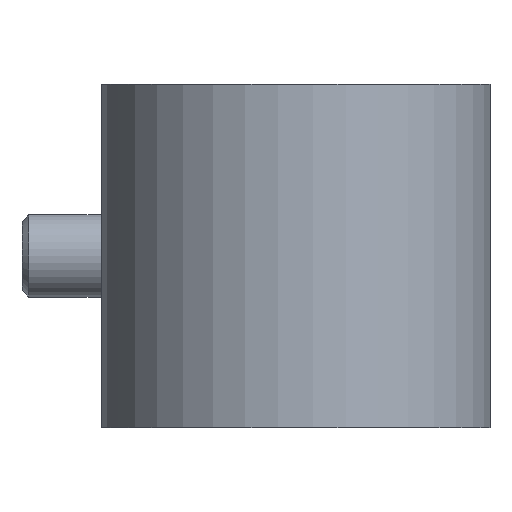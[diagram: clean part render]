
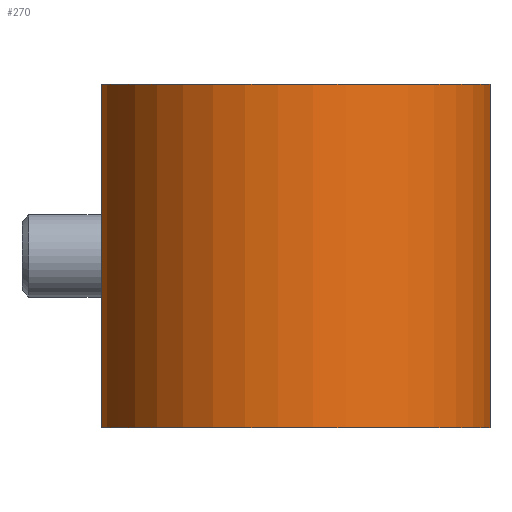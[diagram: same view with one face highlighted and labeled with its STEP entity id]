
A CAD part, front view. The second image highlights one B-rep face of the part: STEP entity #270.
In plain terms, the highlighted cylindrical face has radius 14.2 mm (diameter 28.4 mm), a partial arc.
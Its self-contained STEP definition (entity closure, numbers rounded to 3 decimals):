
#270 = ADVANCED_FACE( '', ( #396 ), #397, .T. );
#396 = FACE_OUTER_BOUND( '', #668, .T. );
#397 = CYLINDRICAL_SURFACE( '', #669, 14.2 );
#668 = EDGE_LOOP( '', ( #963, #964, #965, #966, #967, #968, #969, #970, #971, #972, #973, #974 ) );
#669 = AXIS2_PLACEMENT_3D( '', #975, #976, #977 );
#963 = ORIENTED_EDGE( '', *, *, #1953, .F. );
#964 = ORIENTED_EDGE( '', *, *, #1952, .T. );
#965 = ORIENTED_EDGE( '', *, *, #1954, .F. );
#966 = ORIENTED_EDGE( '', *, *, #1955, .F. );
#967 = ORIENTED_EDGE( '', *, *, #1956, .F. );
#968 = ORIENTED_EDGE( '', *, *, #1957, .F. );
#969 = ORIENTED_EDGE( '', *, *, #1958, .F. );
#970 = ORIENTED_EDGE( '', *, *, #1959, .F. );
#971 = ORIENTED_EDGE( '', *, *, #1941, .T. );
#972 = ORIENTED_EDGE( '', *, *, #1960, .T. );
#973 = ORIENTED_EDGE( '', *, *, #1961, .F. );
#974 = ORIENTED_EDGE( '', *, *, #1962, .F. );
#975 = CARTESIAN_POINT( '', ( 0., 0., -12.5 ) );
#976 = DIRECTION( '', ( 0., 0., -1. ) );
#977 = DIRECTION( '', ( -1., 0., 0. ) );
#1941 = EDGE_CURVE( '', #2266, #2264, #2267, .T. );
#1952 = EDGE_CURVE( '', #2281, #2285, #2287, .T. );
#1953 = EDGE_CURVE( '', #2281, #2288, #2289, .F. );
#1954 = EDGE_CURVE( '', #2290, #2285, #2291, .T. );
#1955 = EDGE_CURVE( '', #2292, #2290, #2293, .T. );
#1956 = EDGE_CURVE( '', #2294, #2292, #2295, .F. );
#1957 = EDGE_CURVE( '', #2296, #2294, #2297, .T. );
#1958 = EDGE_CURVE( '', #2298, #2296, #2299, .F. );
#1959 = EDGE_CURVE( '', #2266, #2298, #2300, .T. );
#1960 = EDGE_CURVE( '', #2264, #2301, #2302, .T. );
#1961 = EDGE_CURVE( '', #2303, #2301, #2304, .F. );
#1962 = EDGE_CURVE( '', #2288, #2303, #2305, .T. );
#2264 = VERTEX_POINT( '', #2800 );
#2266 = VERTEX_POINT( '', #2802 );
#2267 = CIRCLE( '', #2803, 14.2 );
#2281 = VERTEX_POINT( '', #2821 );
#2285 = VERTEX_POINT( '', #2826 );
#2287 = LINE( '', #2828, #2829 );
#2288 = VERTEX_POINT( '', #2830 );
#2289 = ELLIPSE( '', #2831, 24.757, 14.2 );
#2290 = VERTEX_POINT( '', #2832 );
#2291 = CIRCLE( '', #2833, 14.2 );
#2292 = VERTEX_POINT( '', #2834 );
#2293 = LINE( '', #2835, #2836 );
#2294 = VERTEX_POINT( '', #2837 );
#2295 = ELLIPSE( '', #2838, 24.757, 14.2 );
#2296 = VERTEX_POINT( '', #2839 );
#2297 = B_SPLINE_CURVE_WITH_KNOTS( '', 3, ( #2840, #2841, #2842, #2843, #2844, #2845, #2846, #2847, #2848, #2849, #2850, #2851, #2852, #2853, #2854, #2855, #2856, #2857 ), .UNSPECIFIED., .F., .F., ( 4, 2, 2, 2, 2, 2, 2, 2, 4 ), ( 0., 0.001, 0.001, 0.002, 0.003, 0.003, 0.004, 0.005, 0.006 ), .UNSPECIFIED. );
#2298 = VERTEX_POINT( '', #2858 );
#2299 = ELLIPSE( '', #2859, 24.757, 14.2 );
#2300 = LINE( '', #2860, #2861 );
#2301 = VERTEX_POINT( '', #2862 );
#2302 = LINE( '', #2863, #2864 );
#2303 = VERTEX_POINT( '', #2865 );
#2304 = ELLIPSE( '', #2866, 24.757, 14.2 );
#2305 = B_SPLINE_CURVE_WITH_KNOTS( '', 3, ( #2867, #2868, #2869, #2870, #2871, #2872, #2873, #2874, #2875, #2876, #2877, #2878, #2879, #2880, #2881, #2882, #2883, #2884 ), .UNSPECIFIED., .F., .F., ( 4, 2, 2, 2, 2, 2, 2, 2, 4 ), ( 0., 0.001, 0.001, 0.002, 0.003, 0.003, 0.004, 0.005, 0.006 ), .UNSPECIFIED. );
#2800 = CARTESIAN_POINT( '', ( 5.917, 12.909, -12.5 ) );
#2802 = CARTESIAN_POINT( '', ( -5.917, 12.909, -12.5 ) );
#2803 = AXIS2_PLACEMENT_3D( '', #3686, #3687, #3688 );
#2821 = CARTESIAN_POINT( '', ( 5.917, 12.909, 3.147 ) );
#2826 = CARTESIAN_POINT( '', ( 5.917, 12.909, 12.5 ) );
#2828 = CARTESIAN_POINT( '', ( 5.917, 12.909, -12.5 ) );
#2829 = VECTOR( '', #3709, 1000. );
#2830 = CARTESIAN_POINT( '', ( 6.818, 12.456, 2.294 ) );
#2831 = AXIS2_PLACEMENT_3D( '', #3710, #3711, #3712 );
#2832 = CARTESIAN_POINT( '', ( -5.917, 12.909, 12.5 ) );
#2833 = AXIS2_PLACEMENT_3D( '', #3713, #3714, #3715 );
#2834 = CARTESIAN_POINT( '', ( -5.917, 12.909, 3.147 ) );
#2835 = CARTESIAN_POINT( '', ( -5.917, 12.909, -12.5 ) );
#2836 = VECTOR( '', #3716, 1000. );
#2837 = CARTESIAN_POINT( '', ( -6.818, 12.456, 2.294 ) );
#2838 = AXIS2_PLACEMENT_3D( '', #3717, #3718, #3719 );
#2839 = CARTESIAN_POINT( '', ( -6.818, 12.456, -2.294 ) );
#2840 = CARTESIAN_POINT( '', ( -6.818, 12.456, -2.294 ) );
#2841 = CARTESIAN_POINT( '', ( -6.976, 12.37, -2.149 ) );
#2842 = CARTESIAN_POINT( '', ( -7.125, 12.284, -1.995 ) );
#2843 = CARTESIAN_POINT( '', ( -7.399, 12.121, -1.663 ) );
#2844 = CARTESIAN_POINT( '', ( -7.526, 12.042, -1.485 ) );
#2845 = CARTESIAN_POINT( '', ( -7.744, 11.903, -1.101 ) );
#2846 = CARTESIAN_POINT( '', ( -7.834, 11.844, -0.898 ) );
#2847 = CARTESIAN_POINT( '', ( -7.963, 11.757, -0.458 ) );
#2848 = CARTESIAN_POINT( '', ( -7.998, 11.733, -0.231 ) );
#2849 = CARTESIAN_POINT( '', ( -7.997, 11.734, 0.236 ) );
#2850 = CARTESIAN_POINT( '', ( -7.962, 11.758, 0.463 ) );
#2851 = CARTESIAN_POINT( '', ( -7.832, 11.845, 0.903 ) );
#2852 = CARTESIAN_POINT( '', ( -7.742, 11.905, 1.105 ) );
#2853 = CARTESIAN_POINT( '', ( -7.524, 12.044, 1.488 ) );
#2854 = CARTESIAN_POINT( '', ( -7.396, 12.123, 1.667 ) );
#2855 = CARTESIAN_POINT( '', ( -7.122, 12.286, 1.997 ) );
#2856 = CARTESIAN_POINT( '', ( -6.975, 12.37, 2.15 ) );
#2857 = CARTESIAN_POINT( '', ( -6.818, 12.456, 2.294 ) );
#2858 = CARTESIAN_POINT( '', ( -5.917, 12.909, -3.147 ) );
#2859 = AXIS2_PLACEMENT_3D( '', #3720, #3721, #3722 );
#2860 = CARTESIAN_POINT( '', ( -5.917, 12.909, -12.5 ) );
#2861 = VECTOR( '', #3723, 1000. );
#2862 = CARTESIAN_POINT( '', ( 5.917, 12.909, -3.147 ) );
#2863 = CARTESIAN_POINT( '', ( 5.917, 12.909, -12.5 ) );
#2864 = VECTOR( '', #3724, 1000. );
#2865 = CARTESIAN_POINT( '', ( 6.818, 12.456, -2.294 ) );
#2866 = AXIS2_PLACEMENT_3D( '', #3725, #3726, #3727 );
#2867 = CARTESIAN_POINT( '', ( 6.818, 12.456, 2.294 ) );
#2868 = CARTESIAN_POINT( '', ( 6.976, 12.37, 2.149 ) );
#2869 = CARTESIAN_POINT( '', ( 7.124, 12.285, 1.995 ) );
#2870 = CARTESIAN_POINT( '', ( 7.399, 12.121, 1.664 ) );
#2871 = CARTESIAN_POINT( '', ( 7.525, 12.043, 1.486 ) );
#2872 = CARTESIAN_POINT( '', ( 7.743, 11.904, 1.102 ) );
#2873 = CARTESIAN_POINT( '', ( 7.834, 11.844, 0.899 ) );
#2874 = CARTESIAN_POINT( '', ( 7.963, 11.758, 0.46 ) );
#2875 = CARTESIAN_POINT( '', ( 7.998, 11.734, 0.233 ) );
#2876 = CARTESIAN_POINT( '', ( 7.998, 11.734, -0.233 ) );
#2877 = CARTESIAN_POINT( '', ( 7.963, 11.758, -0.46 ) );
#2878 = CARTESIAN_POINT( '', ( 7.834, 11.844, -0.899 ) );
#2879 = CARTESIAN_POINT( '', ( 7.743, 11.904, -1.102 ) );
#2880 = CARTESIAN_POINT( '', ( 7.526, 12.042, -1.484 ) );
#2881 = CARTESIAN_POINT( '', ( 7.399, 12.121, -1.663 ) );
#2882 = CARTESIAN_POINT( '', ( 7.124, 12.284, -1.995 ) );
#2883 = CARTESIAN_POINT( '', ( 6.976, 12.37, -2.149 ) );
#2884 = CARTESIAN_POINT( '', ( 6.818, 12.456, -2.294 ) );
#3686 = CARTESIAN_POINT( '', ( 0., 0., -12.5 ) );
#3687 = DIRECTION( '', ( 0., 0., 1. ) );
#3688 = DIRECTION( '', ( 1., 0., 0. ) );
#3709 = DIRECTION( '', ( 0., 0., 1. ) );
#3710 = CARTESIAN_POINT( '', ( 0., 0., 19.046 ) );
#3711 = DIRECTION( '', ( 0.73, 0.372, 0.574 ) );
#3712 = DIRECTION( '', ( -0.511, -0.26, 0.819 ) );
#3713 = CARTESIAN_POINT( '', ( 0., 0., 12.5 ) );
#3714 = DIRECTION( '', ( 0., 0., 1. ) );
#3715 = DIRECTION( '', ( 1., 0., 0. ) );
#3716 = DIRECTION( '', ( 0., 0., 1. ) );
#3717 = CARTESIAN_POINT( '', ( 0., 0., 19.046 ) );
#3718 = DIRECTION( '', ( -0.73, 0.372, 0.574 ) );
#3719 = DIRECTION( '', ( 0.511, -0.26, 0.819 ) );
#3720 = CARTESIAN_POINT( '', ( 0., 0., -19.046 ) );
#3721 = DIRECTION( '', ( -0.73, 0.372, -0.574 ) );
#3722 = DIRECTION( '', ( -0.511, 0.26, 0.819 ) );
#3723 = DIRECTION( '', ( 0., 0., 1. ) );
#3724 = DIRECTION( '', ( 0., 0., 1. ) );
#3725 = CARTESIAN_POINT( '', ( 0., 0., -19.046 ) );
#3726 = DIRECTION( '', ( 0.73, 0.372, -0.574 ) );
#3727 = DIRECTION( '', ( 0.511, 0.26, 0.819 ) );
